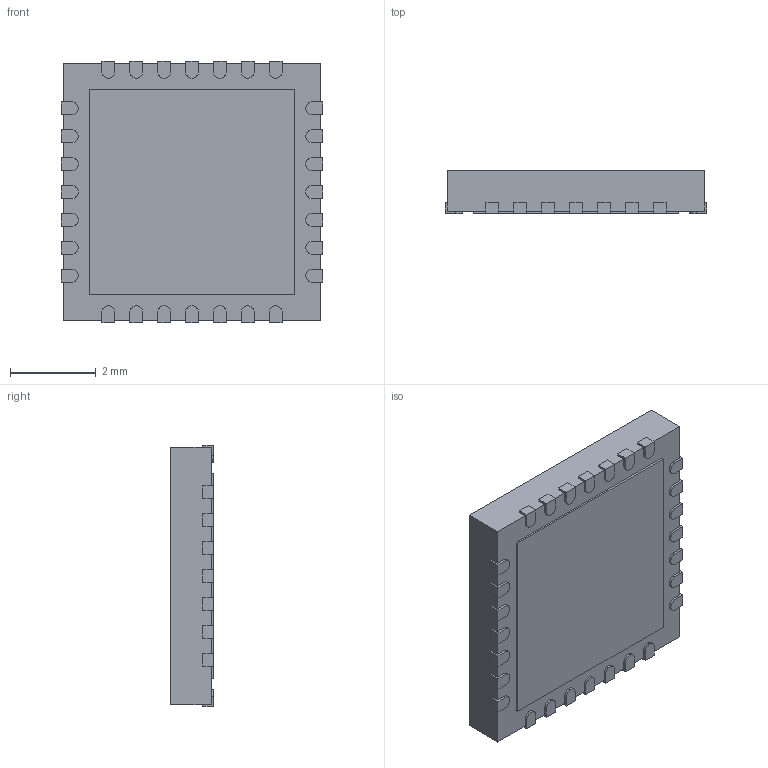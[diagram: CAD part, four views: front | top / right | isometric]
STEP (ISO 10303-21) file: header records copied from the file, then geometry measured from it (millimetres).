
FILE_DESCRIPTION (( 'STEP AP214' ), '1' );
FILE_NAME ( 'QFN29P65_600X600X100L40X30T480.STEP', '2017-12-15T15:17:10', ( '' ), ( '' ), 'Part was generated with the free Library Expert Lite available at www.PCBLibraries.com. Removing line will violate the End User License Agreement.', '©2017 PCB Libraries, Inc.', '' );
FILE_SCHEMA (( 'AUTOMOTIVE_DESIGN' ));
Length unit declared in the file: millimetre
Products named in the file (1): QFN29P65_600X600X100L40X30T480
Bounding box: 6.1 x 1 x 6.1 mm (x, y, z)
Volume: 35.6 mm3; surface area: 161.4 mm2
Topology: 30 solids, 30 shells, 272 faces, 630 edges, 420 vertices
Faces by surface type: plane 214, cylinder 56, torus 2
Entity records: 8751 total; most frequent: CARTESIAN_POINT 1323, DIRECTION 1294, ORIENTED_EDGE 1260, EDGE_CURVE 630, VECTOR 512, LINE 512, VERTEX_POINT 420, AXIS2_PLACEMENT_3D 391
